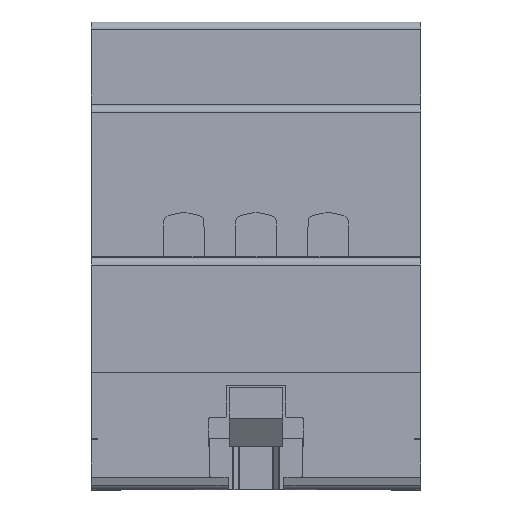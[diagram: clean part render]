
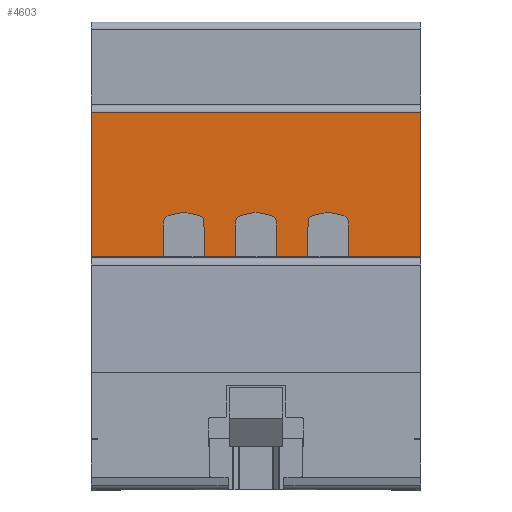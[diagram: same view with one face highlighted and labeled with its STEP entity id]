
A CAD part, front view. The second image highlights one B-rep face of the part: STEP entity #4603.
In plain terms, the highlighted planar face has unit normal (0, -1, 0).
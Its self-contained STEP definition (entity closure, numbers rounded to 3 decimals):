
#4025=FACE_OUTER_BOUND('',#5670,.T.);
#4603=ADVANCED_FACE('NONE',(#4025),#5208,.T.);
#5208=PLANE('',#16103);
#5670=EDGE_LOOP('',(#8852,#8853,#8854,#8855,#8856,#8857,#8858,#8859,#8860,
#8861,#8862,#8863,#8864,#8865,#8866,#8867,#8868,#8869,#8870,#8871,#8872,
#8873,#8874,#8875,#8876));
#6329=LINE('',#20336,#7548);
#6364=LINE('',#20424,#7583);
#6365=LINE('',#20427,#7584);
#6366=LINE('',#20429,#7585);
#6367=LINE('',#20433,#7586);
#6368=LINE('',#20435,#7587);
#6369=LINE('',#20439,#7588);
#6370=LINE('',#20441,#7589);
#6371=LINE('',#20443,#7590);
#6372=LINE('',#20445,#7591);
#6373=LINE('',#20446,#7592);
#6374=LINE('',#20448,#7593);
#6375=LINE('',#20452,#7594);
#6376=LINE('',#20454,#7595);
#6377=LINE('',#20458,#7596);
#6378=LINE('',#20460,#7597);
#6379=LINE('',#20462,#7598);
#6380=LINE('',#20466,#7599);
#6381=LINE('',#20468,#7600);
#7548=VECTOR('',#17102,1.);
#7583=VECTOR('',#17169,1.);
#7584=VECTOR('',#17170,1.);
#7585=VECTOR('',#17171,1.);
#7586=VECTOR('',#17174,1.);
#7587=VECTOR('',#17175,1.);
#7588=VECTOR('',#17178,1.);
#7589=VECTOR('',#17179,1.);
#7590=VECTOR('',#17180,1.);
#7591=VECTOR('',#17181,1.);
#7592=VECTOR('',#17182,1.);
#7593=VECTOR('',#17183,1.);
#7594=VECTOR('',#17186,1.);
#7595=VECTOR('',#17187,1.);
#7596=VECTOR('',#17190,1.);
#7597=VECTOR('',#17191,1.);
#7598=VECTOR('',#17192,1.);
#7599=VECTOR('',#17195,1.);
#7600=VECTOR('',#17196,1.);
#8852=ORIENTED_EDGE('',*,*,#13421,.F.);
#8853=ORIENTED_EDGE('',*,*,#13422,.F.);
#8854=ORIENTED_EDGE('',*,*,#13423,.F.);
#8855=ORIENTED_EDGE('',*,*,#13424,.T.);
#8856=ORIENTED_EDGE('',*,*,#13425,.F.);
#8857=ORIENTED_EDGE('',*,*,#13426,.F.);
#8858=ORIENTED_EDGE('',*,*,#13427,.T.);
#8859=ORIENTED_EDGE('',*,*,#13428,.F.);
#8860=ORIENTED_EDGE('',*,*,#13429,.F.);
#8861=ORIENTED_EDGE('',*,*,#13430,.F.);
#8862=ORIENTED_EDGE('',*,*,#13431,.F.);
#8863=ORIENTED_EDGE('',*,*,#13377,.F.);
#8864=ORIENTED_EDGE('',*,*,#13432,.F.);
#8865=ORIENTED_EDGE('',*,*,#13433,.F.);
#8866=ORIENTED_EDGE('',*,*,#13434,.T.);
#8867=ORIENTED_EDGE('',*,*,#13435,.F.);
#8868=ORIENTED_EDGE('',*,*,#13436,.F.);
#8869=ORIENTED_EDGE('',*,*,#13437,.T.);
#8870=ORIENTED_EDGE('',*,*,#13438,.F.);
#8871=ORIENTED_EDGE('',*,*,#13439,.F.);
#8872=ORIENTED_EDGE('',*,*,#13440,.F.);
#8873=ORIENTED_EDGE('',*,*,#13441,.T.);
#8874=ORIENTED_EDGE('',*,*,#13442,.F.);
#8875=ORIENTED_EDGE('',*,*,#13443,.F.);
#8876=ORIENTED_EDGE('',*,*,#13444,.T.);
#12231=VERTEX_POINT('',#20335);
#12232=VERTEX_POINT('',#20337);
#12269=VERTEX_POINT('',#20425);
#12270=VERTEX_POINT('',#20426);
#12271=VERTEX_POINT('',#20428);
#12272=VERTEX_POINT('',#20430);
#12273=VERTEX_POINT('',#20432);
#12274=VERTEX_POINT('',#20434);
#12275=VERTEX_POINT('',#20436);
#12276=VERTEX_POINT('',#20438);
#12277=VERTEX_POINT('',#20440);
#12278=VERTEX_POINT('',#20442);
#12279=VERTEX_POINT('',#20444);
#12280=VERTEX_POINT('',#20447);
#12281=VERTEX_POINT('',#20449);
#12282=VERTEX_POINT('',#20451);
#12283=VERTEX_POINT('',#20453);
#12284=VERTEX_POINT('',#20455);
#12285=VERTEX_POINT('',#20457);
#12286=VERTEX_POINT('',#20459);
#12287=VERTEX_POINT('',#20461);
#12288=VERTEX_POINT('',#20463);
#12289=VERTEX_POINT('',#20465);
#12290=VERTEX_POINT('',#20467);
#12291=VERTEX_POINT('',#20469);
#13377=EDGE_CURVE('NONE',#12231,#12232,#6329,.T.);
#13421=EDGE_CURVE('NONE',#12269,#12270,#6364,.T.);
#13422=EDGE_CURVE('NONE',#12271,#12269,#6365,.T.);
#13423=EDGE_CURVE('NONE',#12272,#12271,#6366,.T.);
#13424=EDGE_CURVE('NONE',#12272,#12273,#15081,.T.);
#13425=EDGE_CURVE('NONE',#12274,#12273,#6367,.T.);
#13426=EDGE_CURVE('NONE',#12275,#12274,#6368,.T.);
#13427=EDGE_CURVE('NONE',#12275,#12276,#15082,.T.);
#13428=EDGE_CURVE('NONE',#12277,#12276,#6369,.T.);
#13429=EDGE_CURVE('NONE',#12278,#12277,#6370,.T.);
#13430=EDGE_CURVE('NONE',#12279,#12278,#6371,.T.);
#13431=EDGE_CURVE('NONE',#12232,#12279,#6372,.T.);
#13432=EDGE_CURVE('NONE',#12280,#12231,#6373,.T.);
#13433=EDGE_CURVE('NONE',#12281,#12280,#6374,.T.);
#13434=EDGE_CURVE('NONE',#12281,#12282,#15083,.T.);
#13435=EDGE_CURVE('NONE',#12283,#12282,#6375,.T.);
#13436=EDGE_CURVE('NONE',#12284,#12283,#6376,.T.);
#13437=EDGE_CURVE('NONE',#12284,#12285,#15084,.T.);
#13438=EDGE_CURVE('NONE',#12286,#12285,#6377,.T.);
#13439=EDGE_CURVE('NONE',#12287,#12286,#6378,.T.);
#13440=EDGE_CURVE('NONE',#12288,#12287,#6379,.T.);
#13441=EDGE_CURVE('NONE',#12288,#12289,#15085,.T.);
#13442=EDGE_CURVE('NONE',#12290,#12289,#6380,.T.);
#13443=EDGE_CURVE('NONE',#12291,#12290,#6381,.T.);
#13444=EDGE_CURVE('NONE',#12291,#12270,#15086,.T.);
#15081=CIRCLE('',#16097,0.9);
#15082=CIRCLE('',#16098,0.9);
#15083=CIRCLE('',#16099,0.9);
#15084=CIRCLE('',#16100,0.9);
#15085=CIRCLE('',#16101,0.9);
#15086=CIRCLE('',#16102,0.9);
#16097=AXIS2_PLACEMENT_3D('',#20431,#17172,#17173);
#16098=AXIS2_PLACEMENT_3D('',#20437,#17176,#17177);
#16099=AXIS2_PLACEMENT_3D('',#20450,#17184,#17185);
#16100=AXIS2_PLACEMENT_3D('',#20456,#17188,#17189);
#16101=AXIS2_PLACEMENT_3D('',#20464,#17193,#17194);
#16102=AXIS2_PLACEMENT_3D('',#20470,#17197,#17198);
#16103=AXIS2_PLACEMENT_3D('',#20471,#17199,#17200);
#17102=DIRECTION('',(0.,0.,1.));
#17169=DIRECTION('',(-0.009,0.,1.));
#17170=DIRECTION('',(-1.,0.,0.));
#17171=DIRECTION('',(-0.009,0.,-1.));
#17172=DIRECTION('',(0.,1.,0.));
#17173=DIRECTION('',(1.,0.,0.));
#17174=DIRECTION('',(-0.979,0.,-0.205));
#17175=DIRECTION('',(-0.979,0.,0.205));
#17176=DIRECTION('',(0.,1.,0.));
#17177=DIRECTION('',(1.,0.,0.));
#17178=DIRECTION('',(-0.009,0.,1.));
#17179=DIRECTION('',(-1.,0.,0.));
#17180=DIRECTION('',(0.,0.,-1.));
#17181=DIRECTION('',(1.,0.,0.));
#17182=DIRECTION('',(-1.,0.,0.));
#17183=DIRECTION('',(-0.009,0.,-1.));
#17184=DIRECTION('',(0.,1.,0.));
#17185=DIRECTION('',(1.,0.,0.));
#17186=DIRECTION('',(-0.979,0.,-0.205));
#17187=DIRECTION('',(-0.979,0.,0.205));
#17188=DIRECTION('',(0.,1.,0.));
#17189=DIRECTION('',(1.,0.,0.));
#17190=DIRECTION('',(-0.009,0.,1.));
#17191=DIRECTION('',(-1.,0.,0.));
#17192=DIRECTION('',(-0.009,0.,-1.));
#17193=DIRECTION('',(0.,1.,0.));
#17194=DIRECTION('',(1.,0.,0.));
#17195=DIRECTION('',(-0.979,0.,-0.205));
#17196=DIRECTION('',(-0.979,0.,0.205));
#17197=DIRECTION('',(0.,1.,0.));
#17198=DIRECTION('',(1.,0.,0.));
#17199=DIRECTION('',(0.,-1.,0.));
#17200=DIRECTION('',(1.,0.,0.));
#20335=CARTESIAN_POINT('',(0.,11.6,30.7));
#20336=CARTESIAN_POINT('',(0.,11.6,29.6));
#20337=CARTESIAN_POINT('',(0.,11.6,49.7));
#20424=CARTESIAN_POINT('',(24.35,11.6,35.275));
#20425=CARTESIAN_POINT('',(24.39,11.6,30.7));
#20426=CARTESIAN_POINT('',(24.35,11.6,35.283));
#20427=CARTESIAN_POINT('',(0.,11.6,30.7));
#20428=CARTESIAN_POINT('',(28.51,11.6,30.7));
#20429=CARTESIAN_POINT('',(28.509,11.6,30.6));
#20430=CARTESIAN_POINT('',(28.55,11.6,35.283));
#20431=CARTESIAN_POINT('',(29.45,11.6,35.275));
#20432=CARTESIAN_POINT('',(29.266,11.6,36.156));
#20433=CARTESIAN_POINT('',(29.266,11.6,36.156));
#20434=CARTESIAN_POINT('',(31.2,11.6,36.561));
#20435=CARTESIAN_POINT('',(31.2,11.6,36.561));
#20436=CARTESIAN_POINT('',(33.134,11.6,36.156));
#20437=CARTESIAN_POINT('',(32.95,11.6,35.275));
#20438=CARTESIAN_POINT('',(33.85,11.6,35.283));
#20439=CARTESIAN_POINT('',(33.891,11.6,30.6));
#20440=CARTESIAN_POINT('',(33.89,11.6,30.7));
#20441=CARTESIAN_POINT('',(0.,11.6,30.7));
#20442=CARTESIAN_POINT('',(43.4,11.6,30.7));
#20443=CARTESIAN_POINT('',(43.4,11.6,29.6));
#20444=CARTESIAN_POINT('',(43.4,11.6,49.7));
#20445=CARTESIAN_POINT('',(0.,11.6,49.7));
#20446=CARTESIAN_POINT('',(0.,11.6,30.7));
#20447=CARTESIAN_POINT('',(9.51,11.6,30.7));
#20448=CARTESIAN_POINT('',(9.55,11.6,35.275));
#20449=CARTESIAN_POINT('',(9.55,11.6,35.283));
#20450=CARTESIAN_POINT('',(10.45,11.6,35.275));
#20451=CARTESIAN_POINT('',(10.266,11.6,36.156));
#20452=CARTESIAN_POINT('',(10.266,11.6,36.156));
#20453=CARTESIAN_POINT('',(12.2,11.6,36.561));
#20454=CARTESIAN_POINT('',(12.2,11.6,36.561));
#20455=CARTESIAN_POINT('',(14.134,11.6,36.156));
#20456=CARTESIAN_POINT('',(13.95,11.6,35.275));
#20457=CARTESIAN_POINT('',(14.85,11.6,35.283));
#20458=CARTESIAN_POINT('',(14.85,11.6,35.275));
#20459=CARTESIAN_POINT('',(14.89,11.6,30.7));
#20460=CARTESIAN_POINT('',(0.,11.6,30.7));
#20461=CARTESIAN_POINT('',(19.01,11.6,30.7));
#20462=CARTESIAN_POINT('',(19.009,11.6,30.6));
#20463=CARTESIAN_POINT('',(19.05,11.6,35.283));
#20464=CARTESIAN_POINT('',(19.95,11.6,35.275));
#20465=CARTESIAN_POINT('',(19.766,11.6,36.156));
#20466=CARTESIAN_POINT('',(19.766,11.6,36.156));
#20467=CARTESIAN_POINT('',(21.7,11.6,36.561));
#20468=CARTESIAN_POINT('',(21.7,11.6,36.561));
#20469=CARTESIAN_POINT('',(23.634,11.6,36.156));
#20470=CARTESIAN_POINT('',(23.45,11.6,35.275));
#20471=CARTESIAN_POINT('',(9.751,11.6,35.843));
